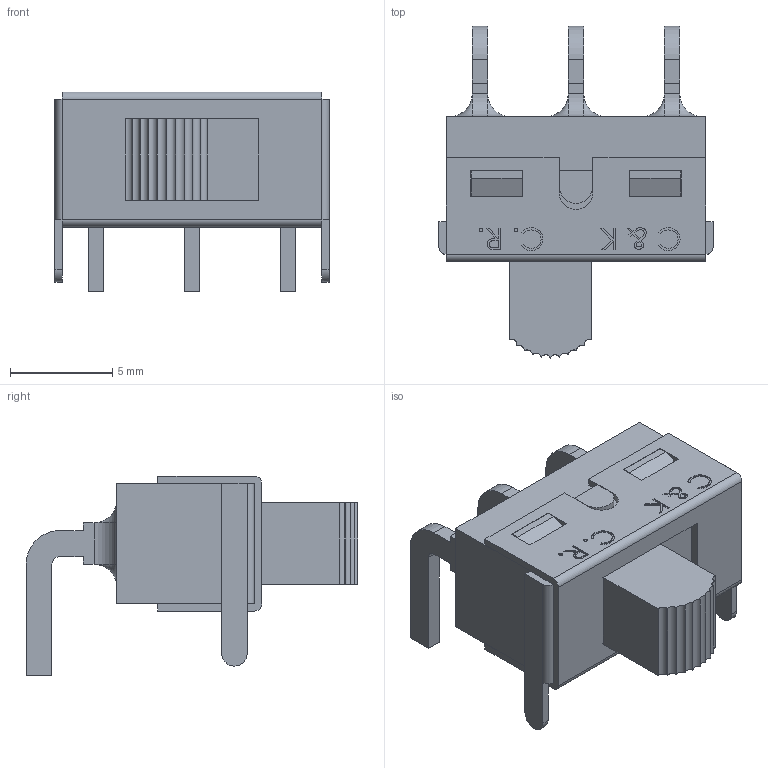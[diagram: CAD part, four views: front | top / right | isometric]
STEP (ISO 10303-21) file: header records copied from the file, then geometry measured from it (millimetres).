
FILE_DESCRIPTION (( 'STEP AP214' ), '1' );
FILE_NAME ('0927A56B-FCCD-4009-838A-FFD6AC8BE829.STEP', '2023-01-23T20:01:22', ( '' ), ( '' ), 'SwSTEP 2.0', 'SolidWorks 2022', '' );
FILE_SCHEMA (( 'AUTOMOTIVE_DESIGN' ));
Length unit declared in the file: inch
Products named in the file (1): 0927A56B-FCCD-4009-838A-FFD6AC8BE829
Bounding box: 13.41 x 16.24 x 9.78 mm (x, y, z)
Surface area: 815.9 mm2 (no closed solid volume)
Topology: 0 solids, 4 shells, 239 faces, 707 edges, 464 vertices
Faces by surface type: plane 135, bspline 50, cylinder 42, torus 12
Entity records: 13234 total; most frequent: CARTESIAN_POINT 4137, ORIENTED_EDGE 1256, DIRECTION 1065, EDGE_CURVE 695, LINE 489, VECTOR 489, VERTEX_POINT 464, AXIS2_PLACEMENT_3D 288
